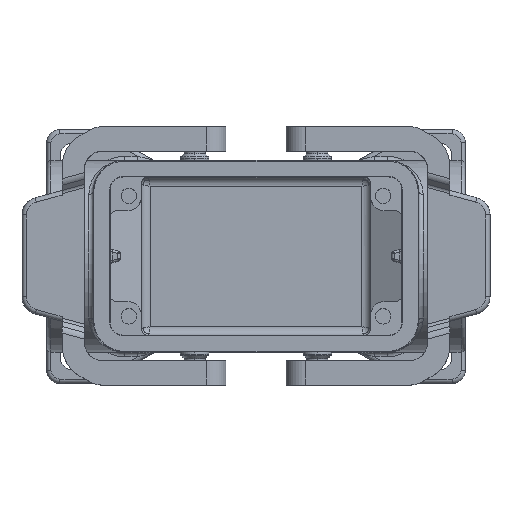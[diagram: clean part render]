
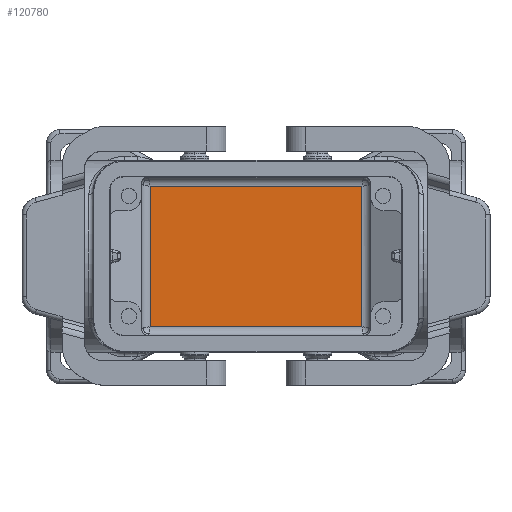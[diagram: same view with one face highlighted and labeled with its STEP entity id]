
A CAD part, top view. The second image highlights one B-rep face of the part: STEP entity #120780.
In plain terms, the highlighted face is planar.
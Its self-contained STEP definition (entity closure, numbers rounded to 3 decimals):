
#118240=CARTESIAN_POINT('',(0.,17.501,67.));
#118250=DIRECTION('',(-1.,0.,0.));
#118260=VECTOR('',#118250,1.);
#118270=LINE('',#118240,#118260);
#118280=CARTESIAN_POINT('',(64.941,17.501,67.));
#118290=VERTEX_POINT('',#118280);
#118300=CARTESIAN_POINT('',(17.441,17.501,67.));
#118310=VERTEX_POINT('',#118300);
#118320=EDGE_CURVE('',#118290,#118310,#118270,.T.);
#120480=CARTESIAN_POINT('',(0.,0.,
67.));
#120490=DIRECTION('',(0.,0.,1.));
#120500=DIRECTION('',(1.,0.,0.));
#120510=AXIS2_PLACEMENT_3D('',#120480,#120490,#120500);
#120520=PLANE('',#120510);
#120530=CARTESIAN_POINT('',(64.941,0.,67.));
#120540=DIRECTION('',(0.,-1.,0.));
#120550=VECTOR('',#120540,1.);
#120560=LINE('',#120530,#120550);
#120570=CARTESIAN_POINT('',(64.941,49.001,67.));
#120580=VERTEX_POINT('',#120570);
#120590=EDGE_CURVE('',#120580,#118290,#120560,.T.);
#120600=ORIENTED_EDGE('',*,*,#120590,.T.);
#120610=CARTESIAN_POINT('',(0.,49.001,67.));
#120620=DIRECTION('',(1.,0.,0.));
#120630=VECTOR('',#120620,1.);
#120640=LINE('',#120610,#120630);
#120650=CARTESIAN_POINT('',(17.441,49.001,67.));
#120660=VERTEX_POINT('',#120650);
#120670=EDGE_CURVE('',#120660,#120580,#120640,.T.);
#120680=ORIENTED_EDGE('',*,*,#120670,.T.);
#120690=CARTESIAN_POINT('',(17.441,0.,67.));
#120700=DIRECTION('',(0.,-1.,0.));
#120710=VECTOR('',#120700,1.);
#120720=LINE('',#120690,#120710);
#120730=EDGE_CURVE('',#120660,#118310,#120720,.T.);
#120740=ORIENTED_EDGE('',*,*,#120730,.F.);
#120750=ORIENTED_EDGE('',*,*,#118320,.T.);
#120760=EDGE_LOOP('',(#120750,#120740,#120680,#120600));
#120770=FACE_OUTER_BOUND('',#120760,.T.);
#120780=ADVANCED_FACE('',(#120770),#120520,.F.);
